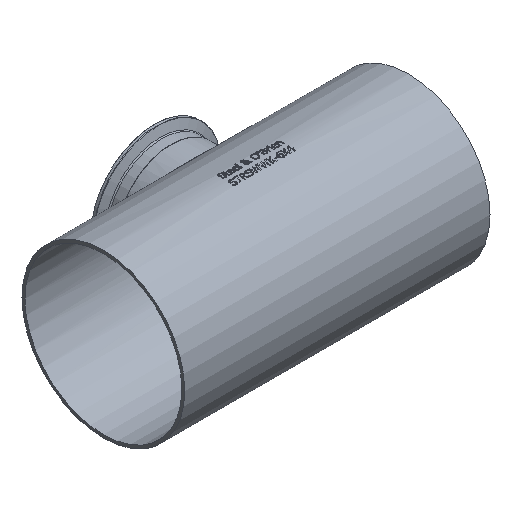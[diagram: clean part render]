
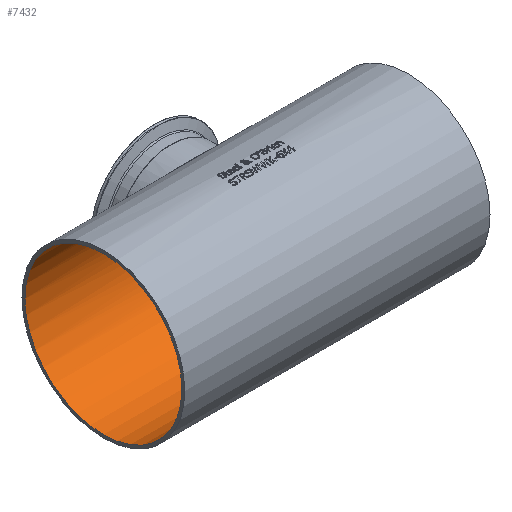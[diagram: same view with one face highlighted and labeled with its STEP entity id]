
A CAD part, isometric view. The second image highlights one B-rep face of the part: STEP entity #7432.
In plain terms, the highlighted cylindrical face has radius 73.431 mm (diameter 146.863 mm), a full revolution.
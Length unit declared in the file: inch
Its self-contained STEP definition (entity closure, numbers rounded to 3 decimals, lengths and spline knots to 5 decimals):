
#268=FACE_BOUND('',#1828,.T.);
#269=FACE_BOUND('',#1829,.T.);
#270=FACE_BOUND('',#1830,.T.);
#410=CIRCLE('',#7890,2.891);
#411=CIRCLE('',#7891,2.891);
#768=B_SPLINE_CURVE_WITH_KNOTS('',3,(#16169,#16170,#16171,#16172,#16173,
#16174,#16175,#16176,#16177,#16178,#16179,#16180,#16181,#16182,#16183,#16184,
#16185,#16186,#16187,#16188,#16189,#16190,#16191,#16192,#16193,#16194,#16195,
#16196,#16197,#16198,#16199,#16200,#16201,#16202,#16203,#16204,#16205,#16206,
#16207,#16208,#16209,#16210,#16211,#16212,#16213,#16214,#16215,#16216,#16217,
#16218,#16219,#16220,#16221,#16222,#16223,#16224,#16225,#16226,#16227,#16228,
#16229,#16230,#16231,#16232,#16233,#16234),.UNSPECIFIED.,.T.,.F.,(4,2,2,
2,2,2,2,2,2,2,2,2,2,2,2,2,2,2,2,2,2,2,2,2,2,2,2,2,2,2,2,2,4),(0.,0.97006,
1.94012,2.91019,3.88025,4.83941,5.79858,
6.75775,7.71691,8.67608,9.63524,10.59441,
11.55357,12.52364,13.4937,14.46376,15.43382,
16.40388,17.37395,18.34401,19.31407,20.27324,
21.2324,22.19157,23.15073,24.1099,25.06906,
26.02823,26.9874,27.95746,28.92752,29.89758,
30.86764),.UNSPECIFIED.);
#1828=EDGE_LOOP('',(#6926));
#1829=EDGE_LOOP('',(#6927));
#1830=EDGE_LOOP('',(#6928));
#3669=VERTEX_POINT('',#16168);
#3670=VERTEX_POINT('',#16236);
#3671=VERTEX_POINT('',#16238);
#4756=EDGE_CURVE('',#3669,#3669,#768,.T.);
#4757=EDGE_CURVE('',#3670,#3670,#410,.T.);
#4758=EDGE_CURVE('',#3671,#3671,#411,.T.);
#6926=ORIENTED_EDGE('',*,*,#4756,.T.);
#6927=ORIENTED_EDGE('',*,*,#4757,.F.);
#6928=ORIENTED_EDGE('',*,*,#4758,.F.);
#6975=CYLINDRICAL_SURFACE('',#7889,2.891);
#7432=ADVANCED_FACE('',(#268,#269,#270),#6975,.F.);
#7889=AXIS2_PLACEMENT_3D('',#16235,#9309,#9310);
#7890=AXIS2_PLACEMENT_3D('',#16237,#9311,#9312);
#7891=AXIS2_PLACEMENT_3D('',#16239,#9313,#9314);
#9309=DIRECTION('center_axis',(-1.,0.,0.));
#9310=DIRECTION('ref_axis',(0.,0.,1.));
#9311=DIRECTION('center_axis',(-1.,0.,0.));
#9312=DIRECTION('ref_axis',(0.,0.,1.));
#9313=DIRECTION('center_axis',(1.,0.,0.));
#9314=DIRECTION('ref_axis',(0.,0.,1.));
#16168=CARTESIAN_POINT('',(0.,2.14794,1.935));
#16169=CARTESIAN_POINT('Ctrl Pts',(0.,2.14794,
1.935));
#16170=CARTESIAN_POINT('Ctrl Pts',(0.1273,2.14794,1.935));
#16171=CARTESIAN_POINT('Ctrl Pts',(0.25656,2.15961,1.92227));
#16172=CARTESIAN_POINT('Ctrl Pts',(0.50996,2.20412,1.87106));
#16173=CARTESIAN_POINT('Ctrl Pts',(0.63414,2.23682,1.83262));
#16174=CARTESIAN_POINT('Ctrl Pts',(0.87019,2.31484,1.73304));
#16175=CARTESIAN_POINT('Ctrl Pts',(0.9823,2.36009,1.67181));
#16176=CARTESIAN_POINT('Ctrl Pts',(1.18926,2.45346,1.53151));
#16177=CARTESIAN_POINT('Ctrl Pts',(1.2841,2.50151,1.4524));
#16178=CARTESIAN_POINT('Ctrl Pts',(1.45146,2.59142,1.28505));
#16179=CARTESIAN_POINT('Ctrl Pts',(1.53039,2.63677,1.19071));
#16180=CARTESIAN_POINT('Ctrl Pts',(1.671,2.72079,0.98369));
#16181=CARTESIAN_POINT('Ctrl Pts',(1.73269,2.75942,0.87098));
#16182=CARTESIAN_POINT('Ctrl Pts',(1.83287,2.8234,0.63357));
#16183=CARTESIAN_POINT('Ctrl Pts',(1.87144,2.84879,0.50861));
#16184=CARTESIAN_POINT('Ctrl Pts',(1.92252,2.8826,0.25476));
#16185=CARTESIAN_POINT('Ctrl Pts',(1.935,2.891,0.12587));
#16186=CARTESIAN_POINT('Ctrl Pts',(1.935,2.891,-0.12587));
#16187=CARTESIAN_POINT('Ctrl Pts',(1.92252,2.8826,-0.25476));
#16188=CARTESIAN_POINT('Ctrl Pts',(1.87144,2.84879,-0.50861));
#16189=CARTESIAN_POINT('Ctrl Pts',(1.83287,2.8234,-0.63357));
#16190=CARTESIAN_POINT('Ctrl Pts',(1.73269,2.75942,-0.87098));
#16191=CARTESIAN_POINT('Ctrl Pts',(1.671,2.72079,-0.98369));
#16192=CARTESIAN_POINT('Ctrl Pts',(1.53039,2.63677,-1.19071));
#16193=CARTESIAN_POINT('Ctrl Pts',(1.45146,2.59142,-1.28505));
#16194=CARTESIAN_POINT('Ctrl Pts',(1.2841,2.50151,-1.4524));
#16195=CARTESIAN_POINT('Ctrl Pts',(1.18926,2.45346,-1.53151));
#16196=CARTESIAN_POINT('Ctrl Pts',(0.9823,2.36009,-1.67181));
#16197=CARTESIAN_POINT('Ctrl Pts',(0.87019,2.31484,-1.73304));
#16198=CARTESIAN_POINT('Ctrl Pts',(0.63414,2.23682,-1.83262));
#16199=CARTESIAN_POINT('Ctrl Pts',(0.50996,2.20412,-1.87106));
#16200=CARTESIAN_POINT('Ctrl Pts',(0.25656,2.15961,-1.92227));
#16201=CARTESIAN_POINT('Ctrl Pts',(0.1273,2.14794,-1.935));
#16202=CARTESIAN_POINT('Ctrl Pts',(-0.1273,2.14794,
-1.935));
#16203=CARTESIAN_POINT('Ctrl Pts',(-0.25656,2.15961,
-1.92227));
#16204=CARTESIAN_POINT('Ctrl Pts',(-0.50996,2.20412,-1.87106));
#16205=CARTESIAN_POINT('Ctrl Pts',(-0.63414,2.23682,-1.83262));
#16206=CARTESIAN_POINT('Ctrl Pts',(-0.87019,2.31484,
-1.73304));
#16207=CARTESIAN_POINT('Ctrl Pts',(-0.9823,2.36009,
-1.67181));
#16208=CARTESIAN_POINT('Ctrl Pts',(-1.18926,2.45346,-1.53151));
#16209=CARTESIAN_POINT('Ctrl Pts',(-1.2841,2.50151,-1.4524));
#16210=CARTESIAN_POINT('Ctrl Pts',(-1.45146,2.59142,-1.28505));
#16211=CARTESIAN_POINT('Ctrl Pts',(-1.53039,2.63677,-1.19071));
#16212=CARTESIAN_POINT('Ctrl Pts',(-1.671,2.72079,-0.98369));
#16213=CARTESIAN_POINT('Ctrl Pts',(-1.73269,2.75942,-0.87098));
#16214=CARTESIAN_POINT('Ctrl Pts',(-1.83287,2.8234,-0.63357));
#16215=CARTESIAN_POINT('Ctrl Pts',(-1.87144,2.84879,-0.50861));
#16216=CARTESIAN_POINT('Ctrl Pts',(-1.92252,2.8826,-0.25476));
#16217=CARTESIAN_POINT('Ctrl Pts',(-1.935,2.891,-0.12587));
#16218=CARTESIAN_POINT('Ctrl Pts',(-1.935,2.891,0.12587));
#16219=CARTESIAN_POINT('Ctrl Pts',(-1.92252,2.8826,0.25476));
#16220=CARTESIAN_POINT('Ctrl Pts',(-1.87144,2.84879,0.50861));
#16221=CARTESIAN_POINT('Ctrl Pts',(-1.83287,2.8234,0.63357));
#16222=CARTESIAN_POINT('Ctrl Pts',(-1.73269,2.75942,0.87098));
#16223=CARTESIAN_POINT('Ctrl Pts',(-1.671,2.72079,0.98369));
#16224=CARTESIAN_POINT('Ctrl Pts',(-1.53039,2.63677,1.19071));
#16225=CARTESIAN_POINT('Ctrl Pts',(-1.45146,2.59142,1.28505));
#16226=CARTESIAN_POINT('Ctrl Pts',(-1.2841,2.50151,1.4524));
#16227=CARTESIAN_POINT('Ctrl Pts',(-1.18926,2.45346,1.53151));
#16228=CARTESIAN_POINT('Ctrl Pts',(-0.9823,2.36009,
1.67181));
#16229=CARTESIAN_POINT('Ctrl Pts',(-0.87019,2.31484,
1.73304));
#16230=CARTESIAN_POINT('Ctrl Pts',(-0.63414,2.23682,1.83262));
#16231=CARTESIAN_POINT('Ctrl Pts',(-0.50996,2.20412,1.87106));
#16232=CARTESIAN_POINT('Ctrl Pts',(-0.25656,2.15961,
1.92227));
#16233=CARTESIAN_POINT('Ctrl Pts',(-0.1273,2.14794,
1.935));
#16234=CARTESIAN_POINT('Ctrl Pts',(0.,2.14794,
1.935));
#16235=CARTESIAN_POINT('Origin',(5.625,0.,0.));
#16236=CARTESIAN_POINT('',(5.625,0.,-2.891));
#16237=CARTESIAN_POINT('Origin',(5.625,0.,0.));
#16238=CARTESIAN_POINT('',(-5.625,0.,-2.891));
#16239=CARTESIAN_POINT('Origin',(-5.625,0.,0.));
